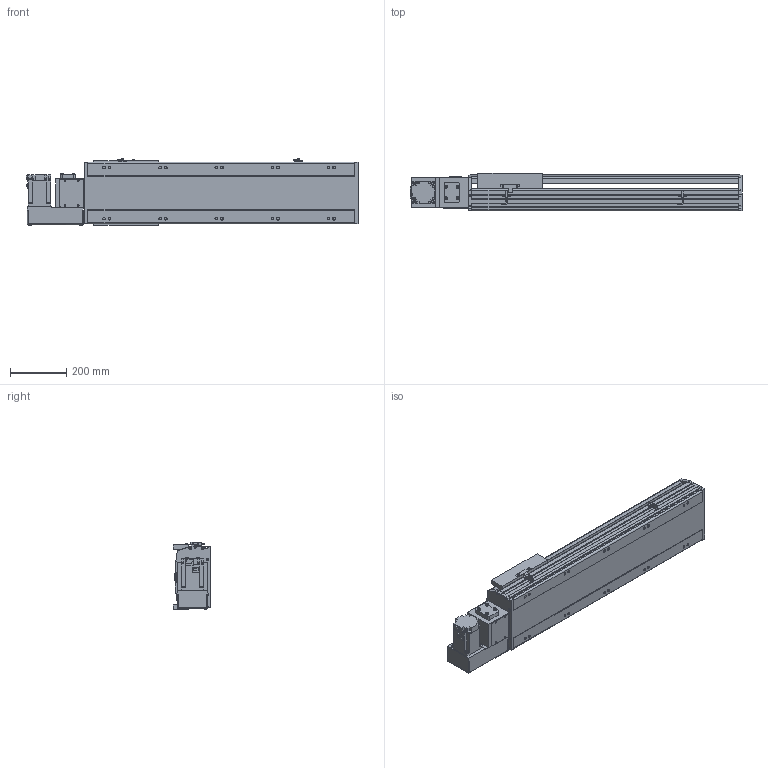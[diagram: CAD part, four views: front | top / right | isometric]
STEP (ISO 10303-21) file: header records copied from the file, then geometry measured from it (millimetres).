
FILE_DESCRIPTION (( 'STEP AP214' ), '1' );
FILE_NAME ('WEX220BL-040LC-0600XXXX.STEP', '2025-02-28T17:07:12', ( '' ), ( '' ), 'SwSTEP 2.0', 'SolidWorks 2022', '' );
FILE_SCHEMA (( 'AUTOMOTIVE_DESIGN' ));
Length unit declared in the file: millimetre
Products named in the file (9): WEX-600B-2; WEX220BL-040LC-0600XXXX; WEX-600B-5; WEX-600BSENSOR; WEX-600B-3; WEX-600BMOTOR; WEX-600B-1; FANG STICKER; WEX-600BCARRIAGE
Assembly tree (7 placements, depth 2):
  WEX220BL-040LC-0600XXXX
    WEX-600B-2
    WEX-600BCARRIAGE
    WEX-600B-3
    WEX-600BSENSOR  x2
    WEX-600BMOTOR
    FANG STICKER
  WEX-600B-5
  WEX-600B-1
Bounding box: 1182.8 x 134 x 239.56 mm (x, y, z)
Volume: 17168462.5 mm3; surface area: 1577158.9 mm2
Topology: 7 solids, 10 shells, 1521 faces, 3798 edges, 2488 vertices
Faces by surface type: plane 1075, cylinder 370, cone 56, torus 20
Entity records: 42734 total; most frequent: CARTESIAN_POINT 7835, DIRECTION 7016, ORIENTED_EDGE 6964, EDGE_CURVE 3482, VECTOR 2658, LINE 2658, VERTEX_POINT 2286, AXIS2_PLACEMENT_3D 2179
